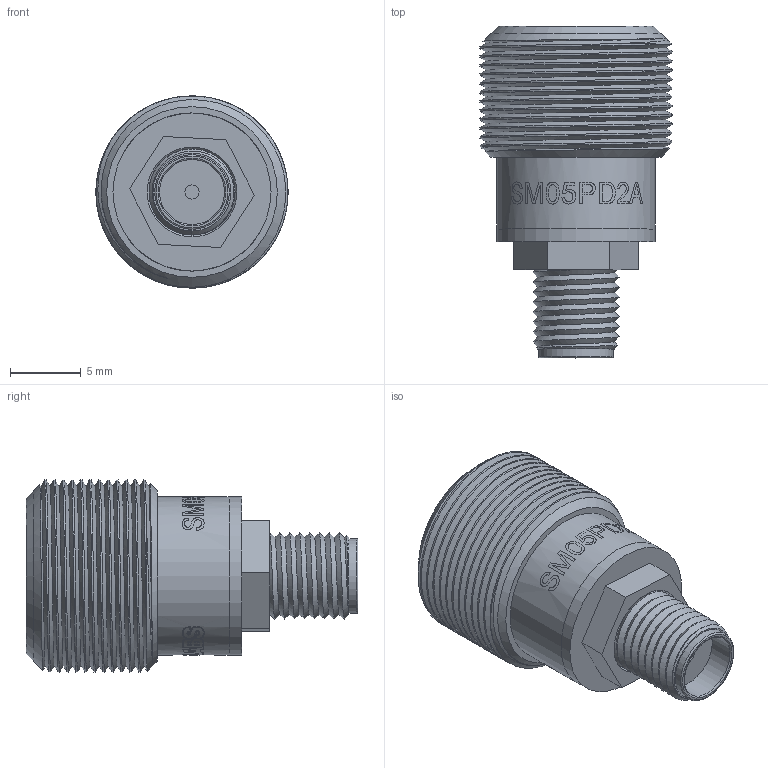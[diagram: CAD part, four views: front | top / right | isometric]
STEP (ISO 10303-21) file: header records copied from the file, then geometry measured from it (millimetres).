
FILE_DESCRIPTION (( 'STEP AP214' ), '1' );
FILE_NAME ('8920-E0W.STEP', '2018-04-13T21:44:51', ( 'admin' ), ( '' ), 'SwSTEP 2.0', 'SolidWorks 2016', '' );
FILE_SCHEMA (( 'AUTOMOTIVE_DESIGN' ));
Length unit declared in the file: inch
Products named in the file (1): 8920-E0W
Bounding box: 13.59 x 23.47 x 13.59 mm (x, y, z)
Volume: 1554.9 mm3; surface area: 2899.2 mm2
Topology: 6 solids, 6 shells, 149 faces, 493 edges, 402 vertices
Faces by surface type: cylinder 66, plane 55, torus 12, bspline 6, cone 6, sphere 4
Full cylindrical faces by diameter (mm): 0.432 x3, 0.889 x1, 1 x2, 1.016 x2, 1.051 x1, 1.143 x1, 1.651 x2, 4.596 x2, 5.28 x1, 5.588 x1, 6.096 x1, 6.35 x2, 6.452 x1, 7.239 x1, 7.493 x1, 8.255 x2, 8.509 x1, 9.525 x1, 9.779 x1, 11.176 x2
Entity records: 12045 total; most frequent: CARTESIAN_POINT 6100, ORIENTED_EDGE 874, DIRECTION 618, EDGE_CURVE 437, VERTEX_POINT 392, AXIS2_PLACEMENT_3D 272, EDGE_LOOP 249, B_SPLINE_CURVE_WITH_KNOTS 230
